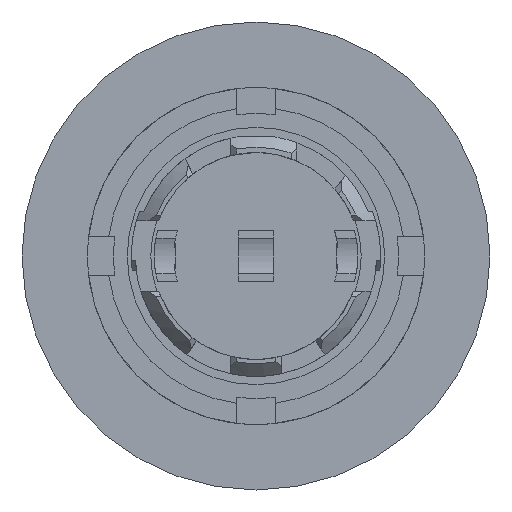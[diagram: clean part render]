
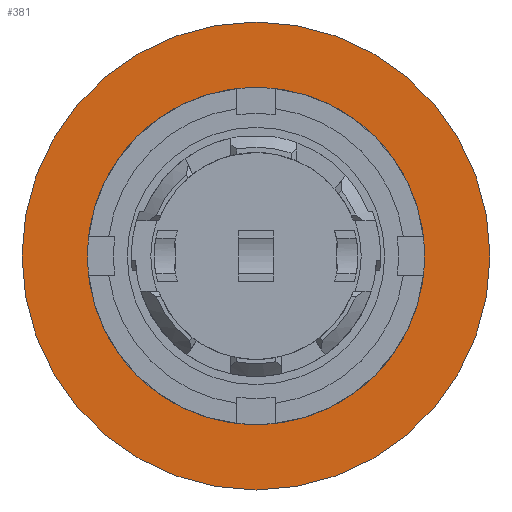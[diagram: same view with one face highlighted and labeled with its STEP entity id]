
A CAD part, front view. The second image highlights one B-rep face of the part: STEP entity #381.
In plain terms, the highlighted planar face has unit normal (0, -1, 0).
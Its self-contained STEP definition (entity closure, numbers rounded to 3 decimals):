
#381 = ADVANCED_FACE( '', ( #826, #827 ), #828, .T. );
#826 = FACE_OUTER_BOUND( '', #1361, .T. );
#827 = FACE_BOUND( '', #1362, .T. );
#828 = PLANE( '', #1363 );
#1361 = EDGE_LOOP( '', ( #2485 ) );
#1362 = EDGE_LOOP( '', ( #2486 ) );
#1363 = AXIS2_PLACEMENT_3D( '', #2487, #2488, #2489 );
#2485 = ORIENTED_EDGE( '', *, *, #3386, .F. );
#2486 = ORIENTED_EDGE( '', *, *, #3387, .T. );
#2487 = CARTESIAN_POINT( '', ( -18., 14.09, 0. ) );
#2488 = DIRECTION( '', ( 0., -1., 0. ) );
#2489 = DIRECTION( '', ( 0., 0., -1. ) );
#3386 = EDGE_CURVE( '', #4185, #4185, #4186, .T. );
#3387 = EDGE_CURVE( '', #4187, #4187, #4188, .T. );
#4185 = VERTEX_POINT( '', #5286 );
#4186 = CIRCLE( '', #5287, 20. );
#4187 = VERTEX_POINT( '', #5288 );
#4188 = CIRCLE( '', #5289, 11.8 );
#5286 = CARTESIAN_POINT( '', ( -20., 14.09, 0. ) );
#5287 = AXIS2_PLACEMENT_3D( '', #6016, #6017, #6018 );
#5288 = CARTESIAN_POINT( '', ( -11.8, 14.09, 0. ) );
#5289 = AXIS2_PLACEMENT_3D( '', #6019, #6020, #6021 );
#6016 = CARTESIAN_POINT( '', ( 0., 14.09, 0. ) );
#6017 = DIRECTION( '', ( 0., 1., 0. ) );
#6018 = DIRECTION( '', ( -1., 0., 0. ) );
#6019 = CARTESIAN_POINT( '', ( 0., 14.09, 0. ) );
#6020 = DIRECTION( '', ( 0., 1., 0. ) );
#6021 = DIRECTION( '', ( -1., 0., 0. ) );
